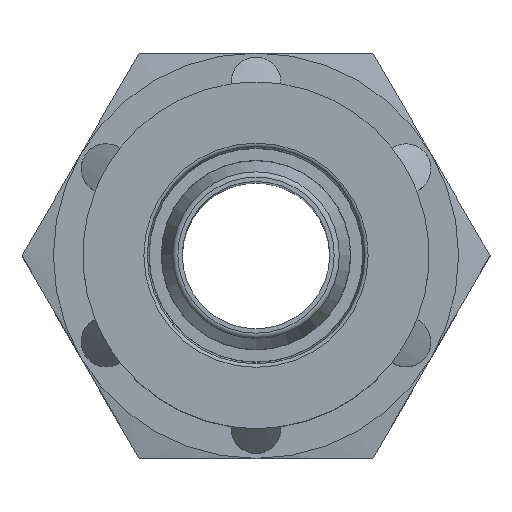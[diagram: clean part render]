
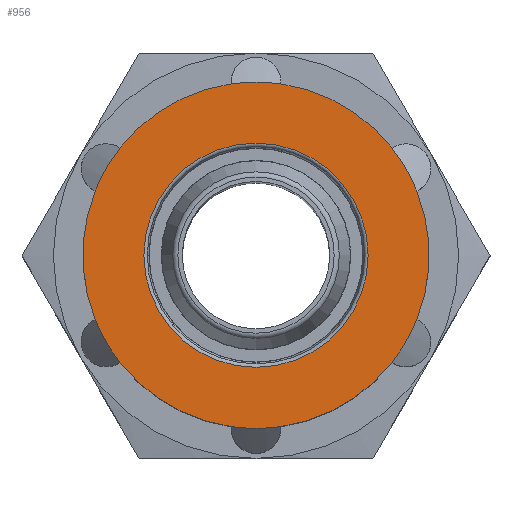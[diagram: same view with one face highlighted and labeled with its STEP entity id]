
A CAD part, top view. The second image highlights one B-rep face of the part: STEP entity #956.
In plain terms, the highlighted face is planar.
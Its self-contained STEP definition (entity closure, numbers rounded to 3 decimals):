
#163=PLANE('',#1093);
#213=ORIENTED_EDGE('',*,*,#440,.F.);
#214=ORIENTED_EDGE('',*,*,#441,.T.);
#215=ORIENTED_EDGE('',*,*,#442,.T.);
#216=ORIENTED_EDGE('',*,*,#443,.T.);
#217=ORIENTED_EDGE('',*,*,#444,.T.);
#218=ORIENTED_EDGE('',*,*,#445,.T.);
#219=ORIENTED_EDGE('',*,*,#446,.T.);
#220=ORIENTED_EDGE('',*,*,#447,.T.);
#221=ORIENTED_EDGE('',*,*,#448,.T.);
#222=ORIENTED_EDGE('',*,*,#449,.T.);
#223=ORIENTED_EDGE('',*,*,#450,.T.);
#224=ORIENTED_EDGE('',*,*,#451,.T.);
#225=ORIENTED_EDGE('',*,*,#452,.T.);
#440=EDGE_CURVE('',#563,#563,#644,.T.);
#441=EDGE_CURVE('',#564,#565,#645,.T.);
#442=EDGE_CURVE('',#565,#566,#646,.F.);
#443=EDGE_CURVE('',#566,#567,#647,.T.);
#444=EDGE_CURVE('',#567,#568,#648,.F.);
#445=EDGE_CURVE('',#568,#569,#649,.T.);
#446=EDGE_CURVE('',#569,#570,#650,.F.);
#447=EDGE_CURVE('',#570,#571,#651,.T.);
#448=EDGE_CURVE('',#571,#572,#652,.F.);
#449=EDGE_CURVE('',#572,#573,#653,.T.);
#450=EDGE_CURVE('',#573,#574,#654,.F.);
#451=EDGE_CURVE('',#574,#575,#655,.T.);
#452=EDGE_CURVE('',#575,#564,#656,.F.);
#563=VERTEX_POINT('',#1590);
#564=VERTEX_POINT('',#1592);
#565=VERTEX_POINT('',#1593);
#566=VERTEX_POINT('',#1595);
#567=VERTEX_POINT('',#1597);
#568=VERTEX_POINT('',#1599);
#569=VERTEX_POINT('',#1601);
#570=VERTEX_POINT('',#1603);
#571=VERTEX_POINT('',#1605);
#572=VERTEX_POINT('',#1607);
#573=VERTEX_POINT('',#1609);
#574=VERTEX_POINT('',#1611);
#575=VERTEX_POINT('',#1613);
#644=CIRCLE('',#1094,6.086);
#645=CIRCLE('',#1095,9.4);
#646=CIRCLE('',#1096,9.4);
#647=CIRCLE('',#1097,9.4);
#648=CIRCLE('',#1098,9.4);
#649=CIRCLE('',#1099,9.4);
#650=CIRCLE('',#1100,9.4);
#651=CIRCLE('',#1101,9.4);
#652=CIRCLE('',#1102,9.4);
#653=CIRCLE('',#1103,9.4);
#654=CIRCLE('',#1104,9.4);
#655=CIRCLE('',#1105,9.4);
#656=CIRCLE('',#1106,9.4);
#732=EDGE_LOOP('',(#213));
#733=EDGE_LOOP('',(#214,#215,#216,#217,#218,#219,#220,#221,#222,#223,#224,
#225));
#844=FACE_BOUND('',#732,.T.);
#845=FACE_BOUND('',#733,.T.);
#956=ADVANCED_FACE('',(#844,#845),#163,.F.);
#1093=AXIS2_PLACEMENT_3D('',#1588,#1288,#1289);
#1094=AXIS2_PLACEMENT_3D('',#1589,#1290,#1291);
#1095=AXIS2_PLACEMENT_3D('',#1591,#1292,#1293);
#1096=AXIS2_PLACEMENT_3D('',#1594,#1294,#1295);
#1097=AXIS2_PLACEMENT_3D('',#1596,#1296,#1297);
#1098=AXIS2_PLACEMENT_3D('',#1598,#1298,#1299);
#1099=AXIS2_PLACEMENT_3D('',#1600,#1300,#1301);
#1100=AXIS2_PLACEMENT_3D('',#1602,#1302,#1303);
#1101=AXIS2_PLACEMENT_3D('',#1604,#1304,#1305);
#1102=AXIS2_PLACEMENT_3D('',#1606,#1306,#1307);
#1103=AXIS2_PLACEMENT_3D('',#1608,#1308,#1309);
#1104=AXIS2_PLACEMENT_3D('',#1610,#1310,#1311);
#1105=AXIS2_PLACEMENT_3D('',#1612,#1312,#1313);
#1106=AXIS2_PLACEMENT_3D('',#1614,#1314,#1315);
#1288=DIRECTION('',(-1.,0.,0.));
#1289=DIRECTION('',(0.,0.,1.));
#1290=DIRECTION('',(1.,0.,0.));
#1291=DIRECTION('',(0.,1.,0.));
#1292=DIRECTION('',(1.,0.,0.));
#1293=DIRECTION('',(0.,0.,-1.));
#1294=DIRECTION('',(-1.,0.,0.));
#1295=DIRECTION('',(0.,0.,1.));
#1296=DIRECTION('',(1.,0.,0.));
#1297=DIRECTION('',(0.,0.,-1.));
#1298=DIRECTION('',(-1.,0.,0.));
#1299=DIRECTION('',(0.,0.,1.));
#1300=DIRECTION('',(1.,0.,0.));
#1301=DIRECTION('',(0.,0.,-1.));
#1302=DIRECTION('',(-1.,0.,0.));
#1303=DIRECTION('',(0.,0.,1.));
#1304=DIRECTION('',(1.,0.,0.));
#1305=DIRECTION('',(0.,0.,-1.));
#1306=DIRECTION('',(-1.,0.,0.));
#1307=DIRECTION('',(0.,0.,1.));
#1308=DIRECTION('',(1.,0.,0.));
#1309=DIRECTION('',(0.,0.,-1.));
#1310=DIRECTION('',(-1.,0.,0.));
#1311=DIRECTION('',(0.,0.,1.));
#1312=DIRECTION('',(1.,0.,0.));
#1313=DIRECTION('',(0.,0.,-1.));
#1314=DIRECTION('',(-1.,0.,0.));
#1315=DIRECTION('',(0.,0.,1.));
#1588=CARTESIAN_POINT('',(14.5,9.25,0.));
#1589=CARTESIAN_POINT('',(14.5,0.,0.));
#1590=CARTESIAN_POINT('',(14.5,6.086,0.));
#1591=CARTESIAN_POINT('',(14.5,0.,0.));
#1592=CARTESIAN_POINT('',(14.5,3.485,8.73));
#1593=CARTESIAN_POINT('',(14.5,-3.485,8.73));
#1594=CARTESIAN_POINT('',(14.5,0.,0.));
#1595=CARTESIAN_POINT('',(14.5,-5.818,7.383));
#1596=CARTESIAN_POINT('',(14.5,0.,0.));
#1597=CARTESIAN_POINT('',(14.5,-9.303,1.347));
#1598=CARTESIAN_POINT('',(14.5,0.,0.));
#1599=CARTESIAN_POINT('',(14.5,-9.303,-1.347));
#1600=CARTESIAN_POINT('',(14.5,0.,0.));
#1601=CARTESIAN_POINT('',(14.5,-5.818,-7.383));
#1602=CARTESIAN_POINT('',(14.5,0.,0.));
#1603=CARTESIAN_POINT('',(14.5,-3.485,-8.73));
#1604=CARTESIAN_POINT('',(14.5,0.,0.));
#1605=CARTESIAN_POINT('',(14.5,3.485,-8.73));
#1606=CARTESIAN_POINT('',(14.5,0.,0.));
#1607=CARTESIAN_POINT('',(14.5,5.818,-7.383));
#1608=CARTESIAN_POINT('',(14.5,0.,0.));
#1609=CARTESIAN_POINT('',(14.5,9.303,-1.347));
#1610=CARTESIAN_POINT('',(14.5,0.,0.));
#1611=CARTESIAN_POINT('',(14.5,9.303,1.347));
#1612=CARTESIAN_POINT('',(14.5,0.,0.));
#1613=CARTESIAN_POINT('',(14.5,5.818,7.383));
#1614=CARTESIAN_POINT('',(14.5,0.,0.));
